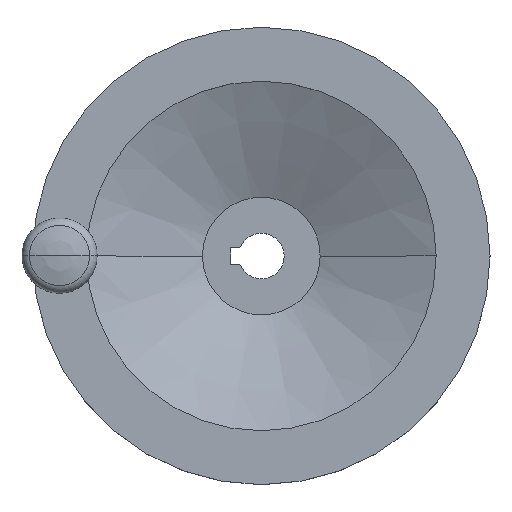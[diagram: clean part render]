
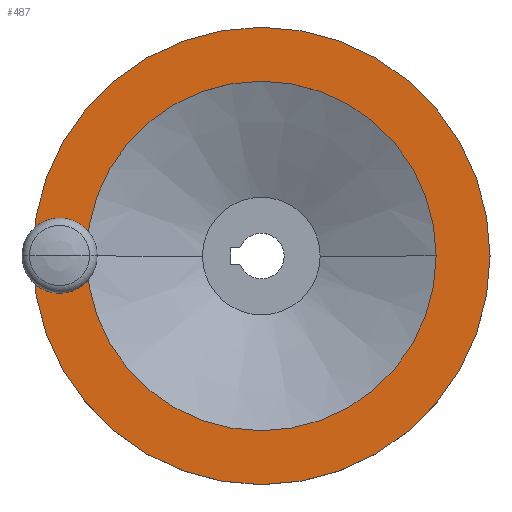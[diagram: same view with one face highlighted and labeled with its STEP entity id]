
A CAD part, top view. The second image highlights one B-rep face of the part: STEP entity #487.
In plain terms, the highlighted planar face has unit normal (0, 0, 1).
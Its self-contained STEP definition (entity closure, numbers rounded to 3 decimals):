
#185=EDGE_CURVE('',#381,#249,#515,.T.);
#191=EDGE_CURVE('',#473,#241,#522,.T.);
#241=VERTEX_POINT('',#583);
#249=VERTEX_POINT('',#591);
#381=VERTEX_POINT('',#739);
#385=EDGE_CURVE('',#439,#415,#744,.T.);
#407=EDGE_CURVE('',#415,#439,#768,.T.);
#415=VERTEX_POINT('',#777);
#439=VERTEX_POINT('',#805);
#447=EDGE_CURVE('',#241,#473,#813,.T.);
#469=EDGE_CURVE('',#249,#381,#838,.T.);
#473=VERTEX_POINT('',#842);
#487=ADVANCED_FACE('',(#856,#857,#858),#859,.T.);
#515=CIRCLE('',#881,70.0);
#522=CIRCLE('',#889,53.5);
#583=CARTESIAN_POINT('',(53.5,0.,36.0));
#591=CARTESIAN_POINT('',(-70.0,0.,36.0));
#739=CARTESIAN_POINT('',(70.0,0.,36.0));
#744=CIRCLE('',#1181,6.5);
#768=CIRCLE('',#1215,6.5);
#777=CARTESIAN_POINT('',(-55.25,0.,36.0));
#805=CARTESIAN_POINT('',(-68.25,0.,36.0));
#813=CIRCLE('',#1270,53.5);
#838=CIRCLE('',#1298,70.0);
#842=CARTESIAN_POINT('',(-53.5,0.,36.0));
#856=FACE_BOUND('',#1321,.T.);
#857=FACE_OUTER_BOUND('',#1322,.T.);
#858=FACE_BOUND('',#1323,.T.);
#859=PLANE('',#1324);
#881=AXIS2_PLACEMENT_3D('',#1338,#1339,#1340);
#889=AXIS2_PLACEMENT_3D('',#1349,#1350,#1351);
#1181=AXIS2_PLACEMENT_3D('',#1654,#1655,#1656);
#1215=AXIS2_PLACEMENT_3D('',#1685,#1686,#1687);
#1270=AXIS2_PLACEMENT_3D('',#1740,#1741,#1742);
#1298=AXIS2_PLACEMENT_3D('',#1773,#1774,#1775);
#1321=EDGE_LOOP('',(#1782,#1783));
#1322=EDGE_LOOP('',(#1784,#1785));
#1323=EDGE_LOOP('',(#1786,#1787));
#1324=AXIS2_PLACEMENT_3D('',#1788,#1789,#1790);
#1338=CARTESIAN_POINT('',(0.,0.,36.0));
#1339=DIRECTION('',(-0.0,0.0,-1.0));
#1340=DIRECTION('',(-1.0,0.,0.0));
#1349=CARTESIAN_POINT('',(0.,0.,36.0));
#1350=DIRECTION('',(-0.0,0.0,-1.0));
#1351=DIRECTION('',(-1.0,0.,0.0));
#1654=CARTESIAN_POINT('',(-61.75,0.,36.0));
#1655=DIRECTION('',(-0.0,0.0,-1.0));
#1656=DIRECTION('',(-1.0,0.,0.0));
#1685=CARTESIAN_POINT('',(-61.75,0.,36.0));
#1686=DIRECTION('',(-0.0,0.0,-1.0));
#1687=DIRECTION('',(-1.0,0.,0.0));
#1740=CARTESIAN_POINT('',(0.,0.,36.0));
#1741=DIRECTION('',(-0.0,0.0,-1.0));
#1742=DIRECTION('',(-1.0,0.,0.0));
#1773=CARTESIAN_POINT('',(0.,0.,36.0));
#1774=DIRECTION('',(-0.0,0.0,-1.0));
#1775=DIRECTION('',(-1.0,0.,0.0));
#1782=ORIENTED_EDGE('',*,*,#385,.T.);
#1783=ORIENTED_EDGE('',*,*,#407,.T.);
#1784=ORIENTED_EDGE('',*,*,#469,.F.);
#1785=ORIENTED_EDGE('',*,*,#185,.F.);
#1786=ORIENTED_EDGE('',*,*,#191,.T.);
#1787=ORIENTED_EDGE('',*,*,#447,.T.);
#1788=CARTESIAN_POINT('',(-61.75,0.,36.0));
#1789=DIRECTION('',(0.0,0.0,1.0));
#1790=DIRECTION('',(-1.0,0.,0.0));
